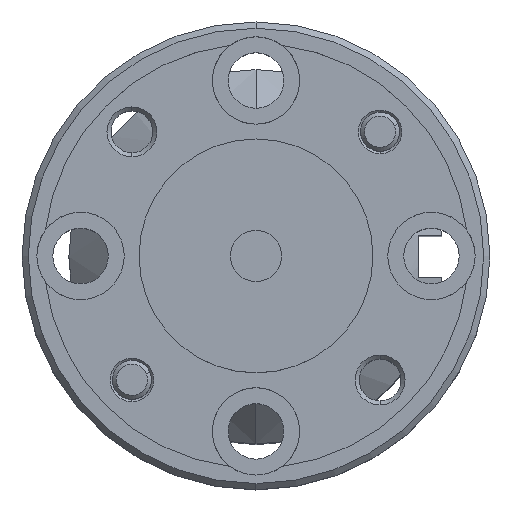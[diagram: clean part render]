
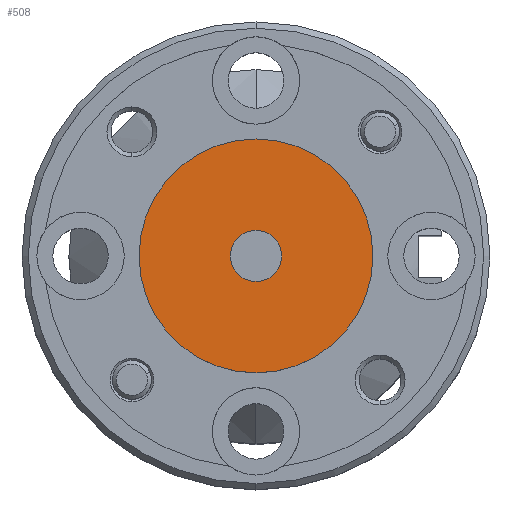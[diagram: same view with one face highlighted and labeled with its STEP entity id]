
A CAD part, top view. The second image highlights one B-rep face of the part: STEP entity #508.
In plain terms, the highlighted planar face has unit normal (0, 0, 1).
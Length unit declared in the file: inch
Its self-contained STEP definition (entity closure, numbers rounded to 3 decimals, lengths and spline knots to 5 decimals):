
#25 = DIRECTION ( 'NONE',  ( 0., 0., 1. ) ) ;
#30 = VERTEX_POINT ( 'NONE', #115 ) ;
#58 = EDGE_CURVE ( 'NONE', #30, #699, #2021, .T. ) ;
#84 = DIRECTION ( 'NONE',  ( 0., 0., 1. ) ) ;
#115 = CARTESIAN_POINT ( 'NONE',  ( -0.26, 0.45527, 1.5 ) ) ;
#147 = FACE_OUTER_BOUND ( 'NONE', #1542, .T. ) ;
#205 = DIRECTION ( 'NONE',  ( 0., 1., 0. ) ) ;
#280 = EDGE_CURVE ( 'NONE', #1643, #667, #2564, .T. ) ;
#311 = CARTESIAN_POINT ( 'NONE',  ( -0.26, 0.64277, 1.5 ) ) ;
#331 = AXIS2_PLACEMENT_3D ( 'NONE', #549, #575, #2398 ) ;
#343 = CARTESIAN_POINT ( 'NONE',  ( -0.26, 0.64277, 1.5 ) ) ;
#355 = DIRECTION ( 'NONE',  ( 0., 1., 0. ) ) ;
#387 = FACE_BOUND ( 'NONE', #1552, .T. ) ;
#505 = ORIENTED_EDGE ( 'NONE', *, *, #58, .T. ) ;
#508 = ADVANCED_FACE ( 'NONE', ( #387, #147 ), #1369, .T. ) ;
#549 = CARTESIAN_POINT ( 'NONE',  ( -0.26, 0.64277, 1.5 ) ) ;
#575 = DIRECTION ( 'NONE',  ( 0., 0., 1. ) ) ;
#667 = VERTEX_POINT ( 'NONE', #2290 ) ;
#698 = CARTESIAN_POINT ( 'NONE',  ( -0.26, 0.83027, 1.5 ) ) ;
#699 = VERTEX_POINT ( 'NONE', #698 ) ;
#751 = AXIS2_PLACEMENT_3D ( 'NONE', #343, #84, #2508 ) ;
#896 = EDGE_CURVE ( 'NONE', #667, #1643, #2274, .T. ) ;
#1061 = CARTESIAN_POINT ( 'NONE',  ( -0.26, 0.64277, 1.5 ) ) ;
#1201 = CARTESIAN_POINT ( 'NONE',  ( -0.26, 0.26777, 1.5 ) ) ;
#1288 = CARTESIAN_POINT ( 'NONE',  ( -0.26, 0.60177, 1.5 ) ) ;
#1369 = PLANE ( 'NONE',  #2024 ) ;
#1462 = ORIENTED_EDGE ( 'NONE', *, *, #1528, .T. ) ;
#1528 = EDGE_CURVE ( 'NONE', #699, #30, #1694, .T. ) ;
#1542 = EDGE_LOOP ( 'NONE', ( #1462, #505 ) ) ;
#1552 = EDGE_LOOP ( 'NONE', ( #2380, #1676 ) ) ;
#1643 = VERTEX_POINT ( 'NONE', #1288 ) ;
#1676 = ORIENTED_EDGE ( 'NONE', *, *, #280, .F. ) ;
#1694 = CIRCLE ( 'NONE', #2193, 0.1875 ) ;
#1934 = DIRECTION ( 'NONE',  ( 0., 1., 0. ) ) ;
#2021 = CIRCLE ( 'NONE', #2061, 0.1875 ) ;
#2024 = AXIS2_PLACEMENT_3D ( 'NONE', #1201, #2173, #355 ) ;
#2061 = AXIS2_PLACEMENT_3D ( 'NONE', #311, #2141, #1934 ) ;
#2141 = DIRECTION ( 'NONE',  ( 0., 0., 1. ) ) ;
#2173 = DIRECTION ( 'NONE',  ( 0., 0., 1. ) ) ;
#2193 = AXIS2_PLACEMENT_3D ( 'NONE', #1061, #25, #205 ) ;
#2274 = CIRCLE ( 'NONE', #331, 0.041 ) ;
#2290 = CARTESIAN_POINT ( 'NONE',  ( -0.26, 0.68377, 1.5 ) ) ;
#2380 = ORIENTED_EDGE ( 'NONE', *, *, #896, .F. ) ;
#2398 = DIRECTION ( 'NONE',  ( 0., 1., 0. ) ) ;
#2508 = DIRECTION ( 'NONE',  ( 0., 1., 0. ) ) ;
#2564 = CIRCLE ( 'NONE', #751, 0.041 ) ;
